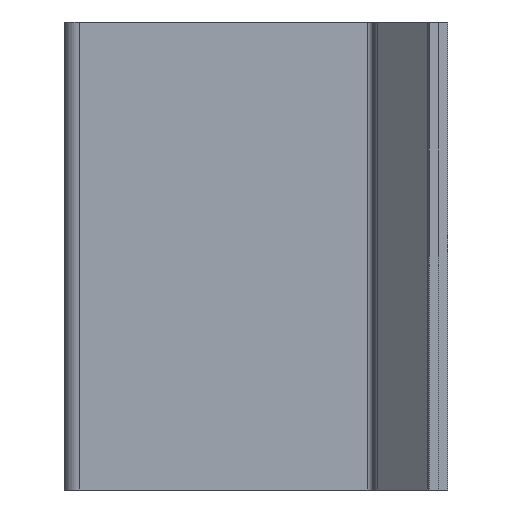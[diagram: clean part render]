
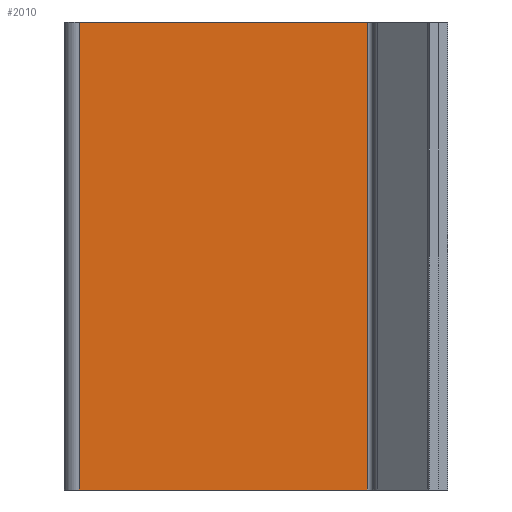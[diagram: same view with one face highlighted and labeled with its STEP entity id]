
A CAD part, left-side view. The second image highlights one B-rep face of the part: STEP entity #2010.
In plain terms, the highlighted planar face has unit normal (-1, 0, 0).
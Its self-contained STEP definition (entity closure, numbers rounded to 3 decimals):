
#6 = VECTOR ( 'NONE', #1023, 1000. ) ;
#19 = FACE_OUTER_BOUND ( 'NONE', #1578, .T. ) ;
#26 = DIRECTION ( 'NONE',  ( 0., 1., 0. ) ) ;
#72 = DIRECTION ( 'NONE',  ( 0., -1., 0. ) ) ;
#357 = LINE ( 'NONE', #574, #360 ) ;
#360 = VECTOR ( 'NONE', #72, 1000. ) ;
#361 = ORIENTED_EDGE ( 'NONE', *, *, #1402, .F. ) ;
#574 = CARTESIAN_POINT ( 'NONE',  ( -96.5, 39., 50. ) ) ;
#577 = DIRECTION ( 'NONE',  ( -1., 0., 0. ) ) ;
#740 = CARTESIAN_POINT ( 'NONE',  ( -96.5, 7.6, 50. ) ) ;
#791 = VECTOR ( 'NONE', #1366, 1000. ) ;
#808 = LINE ( 'NONE', #1072, #791 ) ;
#846 = CARTESIAN_POINT ( 'NONE',  ( -96.5, 39., 0. ) ) ;
#866 = VECTOR ( 'NONE', #26, 1000. ) ;
#950 = LINE ( 'NONE', #1673, #6 ) ;
#994 = ORIENTED_EDGE ( 'NONE', *, *, #1009, .F. ) ;
#1003 = EDGE_CURVE ( 'NONE', #1452, #1415, #950, .T. ) ;
#1009 = EDGE_CURVE ( 'NONE', #1501, #1452, #1352, .T. ) ;
#1012 = EDGE_CURVE ( 'NONE', #1436, #1501, #808, .T. ) ;
#1023 = DIRECTION ( 'NONE',  ( 0., 0., 1. ) ) ;
#1072 = CARTESIAN_POINT ( 'NONE',  ( -96.5, 7.6, 0. ) ) ;
#1092 = CARTESIAN_POINT ( 'NONE',  ( -96.5, 39., 50. ) ) ;
#1273 = PLANE ( 'NONE',  #1365 ) ;
#1352 = LINE ( 'NONE', #846, #866 ) ;
#1365 = AXIS2_PLACEMENT_3D ( 'NONE', #1092, #577, #1433 ) ;
#1366 = DIRECTION ( 'NONE',  ( 0., 0., -1. ) ) ;
#1402 = EDGE_CURVE ( 'NONE', #1415, #1436, #357, .T. ) ;
#1415 = VERTEX_POINT ( 'NONE', #1429 ) ;
#1429 = CARTESIAN_POINT ( 'NONE',  ( -96.5, 38.4, 50. ) ) ;
#1433 = DIRECTION ( 'NONE',  ( 0., 0., 1. ) ) ;
#1436 = VERTEX_POINT ( 'NONE', #740 ) ;
#1452 = VERTEX_POINT ( 'NONE', #1748 ) ;
#1491 = ORIENTED_EDGE ( 'NONE', *, *, #1003, .F. ) ;
#1501 = VERTEX_POINT ( 'NONE', #1995 ) ;
#1578 = EDGE_LOOP ( 'NONE', ( #1679, #361, #1491, #994 ) ) ;
#1673 = CARTESIAN_POINT ( 'NONE',  ( -96.5, 38.4, 50. ) ) ;
#1679 = ORIENTED_EDGE ( 'NONE', *, *, #1012, .F. ) ;
#1748 = CARTESIAN_POINT ( 'NONE',  ( -96.5, 38.4, 0. ) ) ;
#1995 = CARTESIAN_POINT ( 'NONE',  ( -96.5, 7.6, 0. ) ) ;
#2010 = ADVANCED_FACE ( 'NONE', ( #19 ), #1273, .T. ) ;
